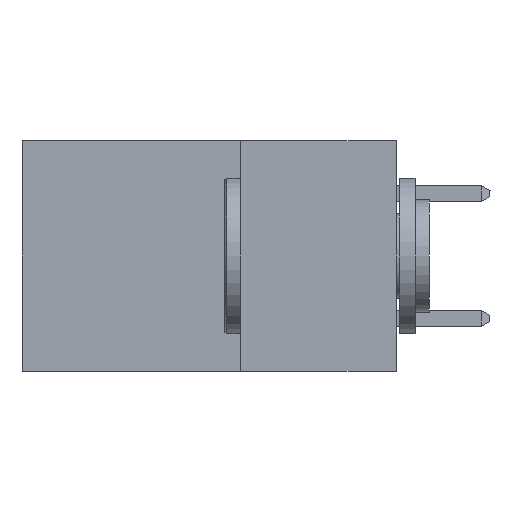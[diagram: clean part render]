
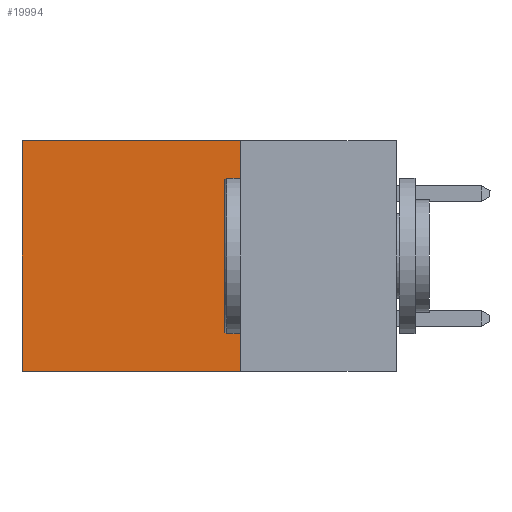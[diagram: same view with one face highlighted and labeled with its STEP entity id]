
A CAD part, left-side view. The second image highlights one B-rep face of the part: STEP entity #19994.
In plain terms, the highlighted planar face has unit normal (-1, 0, 0).
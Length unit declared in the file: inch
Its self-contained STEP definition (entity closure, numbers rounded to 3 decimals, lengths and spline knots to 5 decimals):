
#180 = EDGE_CURVE ( 'NONE', #16104, #14012, #2114, .T. ) ;
#691 = CARTESIAN_POINT ( 'NONE',  ( 0.298, 0.6, -0.37 ) ) ;
#2114 = LINE ( 'NONE', #17108, #20353 ) ;
#3749 = DIRECTION ( 'NONE',  ( 0., 0., -1. ) ) ;
#3760 = VERTEX_POINT ( 'NONE', #15209 ) ;
#4017 = DIRECTION ( 'NONE',  ( 0., 0., -1. ) ) ;
#4320 = LINE ( 'NONE', #11783, #23094 ) ;
#4701 = DIRECTION ( 'NONE',  ( 0., 1., 0. ) ) ;
#4795 = EDGE_CURVE ( 'NONE', #17614, #14012, #19721, .T. ) ;
#5135 = VECTOR ( 'NONE', #3749, 39.37008 ) ;
#5384 = ORIENTED_EDGE ( 'NONE', *, *, #4795, .F. ) ;
#7035 = FACE_OUTER_BOUND ( 'NONE', #23338, .T. ) ;
#7847 = ORIENTED_EDGE ( 'NONE', *, *, #16998, .T. ) ;
#8467 = ORIENTED_EDGE ( 'NONE', *, *, #180, .T. ) ;
#11286 = CARTESIAN_POINT ( 'NONE',  ( 0.298, 0.25, 0. ) ) ;
#11783 = CARTESIAN_POINT ( 'NONE',  ( 0.298, 0.25, 0. ) ) ;
#12680 = CARTESIAN_POINT ( 'NONE',  ( 0.298, 0.25, -0.37 ) ) ;
#12848 = CARTESIAN_POINT ( 'NONE',  ( 0.298, 0.25, 0. ) ) ;
#13776 = EDGE_CURVE ( 'NONE', #3760, #17614, #15390, .T. ) ;
#14012 = VERTEX_POINT ( 'NONE', #691 ) ;
#14337 = AXIS2_PLACEMENT_3D ( 'NONE', #11286, #14925, #4017 ) ;
#14852 = PLANE ( 'NONE',  #14337 ) ;
#14925 = DIRECTION ( 'NONE',  ( 1., 0., 0. ) ) ;
#15186 = CARTESIAN_POINT ( 'NONE',  ( 0.298, 0.25, -0.37 ) ) ;
#15209 = CARTESIAN_POINT ( 'NONE',  ( 0.298, 0.25, 0. ) ) ;
#15390 = LINE ( 'NONE', #12848, #5135 ) ;
#15425 = VECTOR ( 'NONE', #4701, 39.37008 ) ;
#16104 = VERTEX_POINT ( 'NONE', #20333 ) ;
#16678 = ORIENTED_EDGE ( 'NONE', *, *, #13776, .F. ) ;
#16998 = EDGE_CURVE ( 'NONE', #3760, #16104, #4320, .T. ) ;
#17108 = CARTESIAN_POINT ( 'NONE',  ( 0.298, 0.6, 0. ) ) ;
#17488 = DIRECTION ( 'NONE',  ( 0., 0., -1. ) ) ;
#17614 = VERTEX_POINT ( 'NONE', #15186 ) ;
#19721 = LINE ( 'NONE', #12680, #15425 ) ;
#19994 = ADVANCED_FACE ( 'NONE', ( #7035 ), #14852, .F. ) ;
#20333 = CARTESIAN_POINT ( 'NONE',  ( 0.298, 0.6, 0. ) ) ;
#20353 = VECTOR ( 'NONE', #17488, 39.37008 ) ;
#20841 = DIRECTION ( 'NONE',  ( 0., 1., 0. ) ) ;
#23094 = VECTOR ( 'NONE', #20841, 39.37008 ) ;
#23338 = EDGE_LOOP ( 'NONE', ( #8467, #5384, #16678, #7847 ) ) ;
